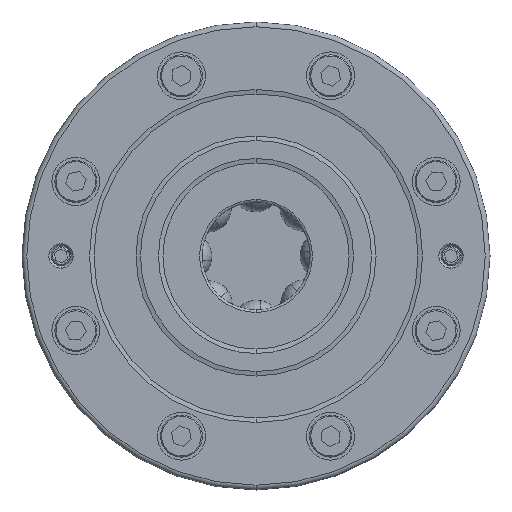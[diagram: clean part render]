
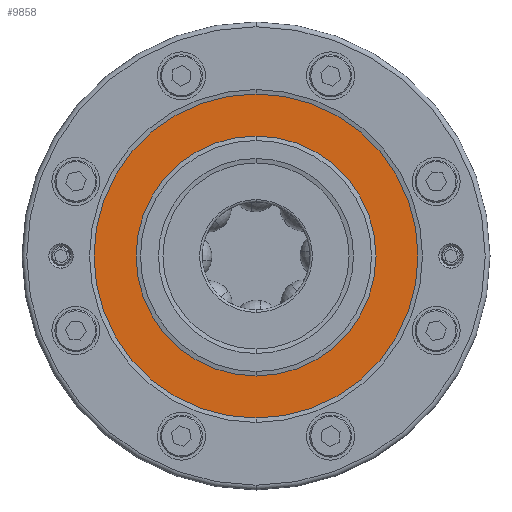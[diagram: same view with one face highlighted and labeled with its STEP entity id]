
A CAD part, front view. The second image highlights one B-rep face of the part: STEP entity #9858.
In plain terms, the highlighted planar face has unit normal (0, -1, 0).
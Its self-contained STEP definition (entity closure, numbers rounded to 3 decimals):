
#114 = CARTESIAN_POINT ( 'NONE',  ( 0.162, -54.072, -64.661 ) ) ;
#625 = DIRECTION ( 'NONE',  ( 0., 0., 1. ) ) ;
#1063 = DIRECTION ( 'NONE',  ( 0., 0., 1. ) ) ;
#2149 = EDGE_CURVE ( 'NONE', #11618, #6400, #7650, .T. ) ;
#2518 = DIRECTION ( 'NONE',  ( 0., 0., 1. ) ) ;
#3429 = AXIS2_PLACEMENT_3D ( 'NONE', #13395, #4979, #625 ) ;
#3984 = EDGE_LOOP ( 'NONE', ( #14461, #14915 ) ) ;
#4240 = EDGE_CURVE ( 'NONE', #6400, #11618, #9151, .T. ) ;
#4592 = CARTESIAN_POINT ( 'NONE',  ( 20.162, -54.072, -64.661 ) ) ;
#4979 = DIRECTION ( 'NONE',  ( 0., 1., 0. ) ) ;
#5455 = DIRECTION ( 'NONE',  ( 0., 1., 0. ) ) ;
#5683 = FACE_OUTER_BOUND ( 'NONE', #3984, .T. ) ;
#6044 = PLANE ( 'NONE',  #8853 ) ;
#6242 = AXIS2_PLACEMENT_3D ( 'NONE', #16515, #17023, #2518 ) ;
#6400 = VERTEX_POINT ( 'NONE', #12171 ) ;
#7650 = CIRCLE ( 'NONE', #14624, 20. ) ;
#8296 = CARTESIAN_POINT ( 'NONE',  ( 20.162, -54.072, -91.661 ) ) ;
#8480 = DIRECTION ( 'NONE',  ( 0., 0., 1. ) ) ;
#8668 = EDGE_LOOP ( 'NONE', ( #11546, #14327 ) ) ;
#8688 = VERTEX_POINT ( 'NONE', #8296 ) ;
#8853 = AXIS2_PLACEMENT_3D ( 'NONE', #114, #14838, #16278 ) ;
#9151 = CIRCLE ( 'NONE', #15259, 20. ) ;
#9858 = ADVANCED_FACE ( 'NONE', ( #14079, #5683 ), #6044, .T. ) ;
#11404 = EDGE_CURVE ( 'NONE', #17377, #8688, #14042, .T. ) ;
#11546 = ORIENTED_EDGE ( 'NONE', *, *, #4240, .T. ) ;
#11618 = VERTEX_POINT ( 'NONE', #14091 ) ;
#12171 = CARTESIAN_POINT ( 'NONE',  ( 20.162, -54.072, -44.661 ) ) ;
#13395 = CARTESIAN_POINT ( 'NONE',  ( 20.162, -54.072, -64.661 ) ) ;
#14042 = CIRCLE ( 'NONE', #3429, 27. ) ;
#14079 = FACE_BOUND ( 'NONE', #8668, .T. ) ;
#14091 = CARTESIAN_POINT ( 'NONE',  ( 20.162, -54.072, -84.661 ) ) ;
#14127 = CARTESIAN_POINT ( 'NONE',  ( 20.162, -54.072, -64.661 ) ) ;
#14327 = ORIENTED_EDGE ( 'NONE', *, *, #2149, .T. ) ;
#14461 = ORIENTED_EDGE ( 'NONE', *, *, #16599, .F. ) ;
#14624 = AXIS2_PLACEMENT_3D ( 'NONE', #4592, #18169, #1063 ) ;
#14838 = DIRECTION ( 'NONE',  ( 0., -1., 0. ) ) ;
#14915 = ORIENTED_EDGE ( 'NONE', *, *, #11404, .F. ) ;
#15259 = AXIS2_PLACEMENT_3D ( 'NONE', #14127, #5455, #8480 ) ;
#16278 = DIRECTION ( 'NONE',  ( 0., 0., -1. ) ) ;
#16515 = CARTESIAN_POINT ( 'NONE',  ( 20.162, -54.072, -64.661 ) ) ;
#16599 = EDGE_CURVE ( 'NONE', #8688, #17377, #17997, .T. ) ;
#17023 = DIRECTION ( 'NONE',  ( 0., 1., 0. ) ) ;
#17377 = VERTEX_POINT ( 'NONE', #18029 ) ;
#17997 = CIRCLE ( 'NONE', #6242, 27. ) ;
#18029 = CARTESIAN_POINT ( 'NONE',  ( 20.162, -54.072, -37.661 ) ) ;
#18169 = DIRECTION ( 'NONE',  ( 0., 1., 0. ) ) ;
